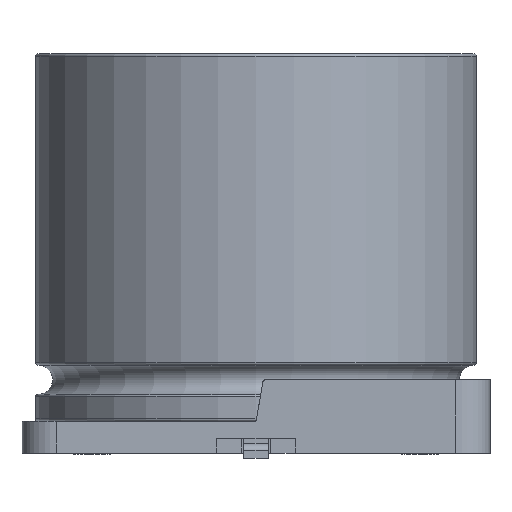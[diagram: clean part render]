
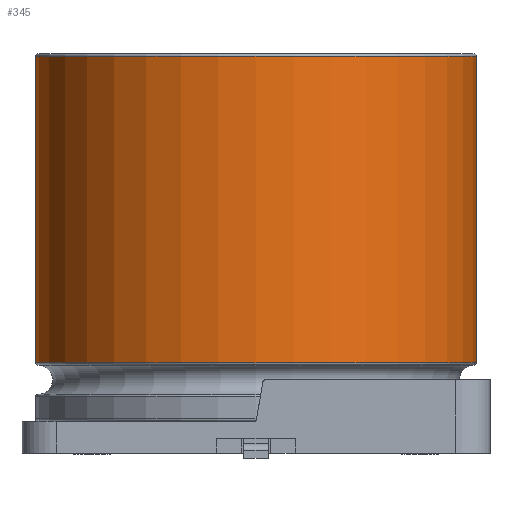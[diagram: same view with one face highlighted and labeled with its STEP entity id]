
A CAD part, left-side view. The second image highlights one B-rep face of the part: STEP entity #345.
In plain terms, the highlighted cylindrical face has radius 9 mm (diameter 18 mm), a full revolution.
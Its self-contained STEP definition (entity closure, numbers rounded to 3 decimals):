
#100=CYLINDRICAL_SURFACE('',#2680,9.);
#345=ADVANCED_FACE('',(#1014,#1015),#100,.T.);
#1014=FACE_BOUND('',#1098,.T.);
#1015=FACE_BOUND('',#1099,.T.);
#1098=EDGE_LOOP('',(#1500));
#1099=EDGE_LOOP('',(#1501));
#1500=ORIENTED_EDGE('',*,*,#2302,.T.);
#1501=ORIENTED_EDGE('',*,*,#2303,.T.);
#2020=VERTEX_POINT('',#3975);
#2021=VERTEX_POINT('',#3977);
#2302=EDGE_CURVE('',#2020,#2020,#2520,.T.);
#2303=EDGE_CURVE('',#2021,#2021,#2521,.T.);
#2520=CIRCLE('',#2678,9.);
#2521=CIRCLE('',#2679,9.);
#2678=AXIS2_PLACEMENT_3D('',#3974,#3141,#3142);
#2679=AXIS2_PLACEMENT_3D('',#3976,#3143,#3144);
#2680=AXIS2_PLACEMENT_3D('',#3978,#3145,#3146);
#3141=DIRECTION('',(0.,0.,1.));
#3142=DIRECTION('',(1.,0.,0.));
#3143=DIRECTION('',(0.,0.,-1.));
#3144=DIRECTION('',(-1.,0.,0.));
#3145=DIRECTION('',(0.,0.,-1.));
#3146=DIRECTION('',(-1.,0.,0.));
#3974=CARTESIAN_POINT('',(0.,0.,3.7));
#3975=CARTESIAN_POINT('',(9.,0.,3.7));
#3976=CARTESIAN_POINT('',(0.,0.,16.2));
#3977=CARTESIAN_POINT('',(-9.,0.,16.2));
#3978=CARTESIAN_POINT('',(0.,0.,0.));
